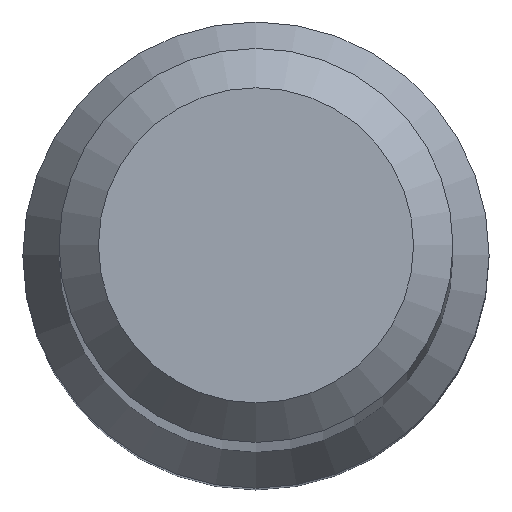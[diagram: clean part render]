
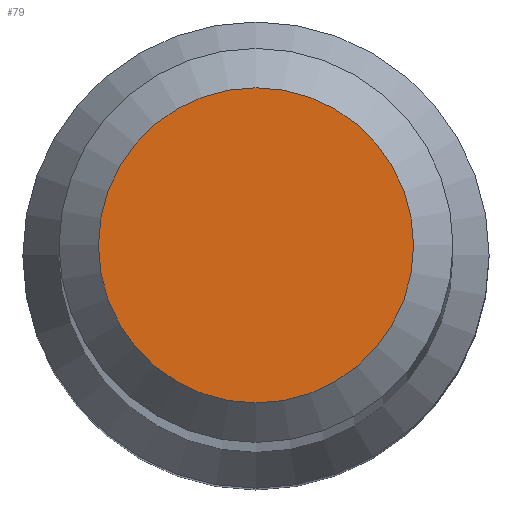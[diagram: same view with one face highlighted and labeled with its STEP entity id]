
A CAD part, top view. The second image highlights one B-rep face of the part: STEP entity #79.
In plain terms, the highlighted planar face has unit normal (0, 0, 1).
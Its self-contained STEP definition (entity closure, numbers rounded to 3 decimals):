
#46 = FACE_OUTER_BOUND ( 'NONE', #234, .T. ) ;
#48 = CARTESIAN_POINT ( 'NONE',  ( 0., 0., 101. ) ) ;
#79 = ADVANCED_FACE ( 'NONE', ( #46 ), #221, .F. ) ;
#97 = AXIS2_PLACEMENT_3D ( 'NONE', #200, #100, #178 ) ;
#100 = DIRECTION ( 'NONE',  ( 0., 0., -1. ) ) ;
#123 = VERTEX_POINT ( 'NONE', #225 ) ;
#129 = ORIENTED_EDGE ( 'NONE', *, *, #196, .F. ) ;
#134 = DIRECTION ( 'NONE',  ( 0., 0., -1. ) ) ;
#145 = CIRCLE ( 'NONE', #97, 2.4 ) ;
#150 = DIRECTION ( 'NONE',  ( 0., 1., 0. ) ) ;
#178 = DIRECTION ( 'NONE',  ( 0., 1., 0. ) ) ;
#196 = EDGE_CURVE ( 'NONE', #123, #123, #145, .T. ) ;
#200 = CARTESIAN_POINT ( 'NONE',  ( 0., 0., 101. ) ) ;
#210 = AXIS2_PLACEMENT_3D ( 'NONE', #48, #134, #150 ) ;
#221 = PLANE ( 'NONE',  #210 ) ;
#225 = CARTESIAN_POINT ( 'NONE',  ( 0., 2.4, 101. ) ) ;
#234 = EDGE_LOOP ( 'NONE', ( #129 ) ) ;
